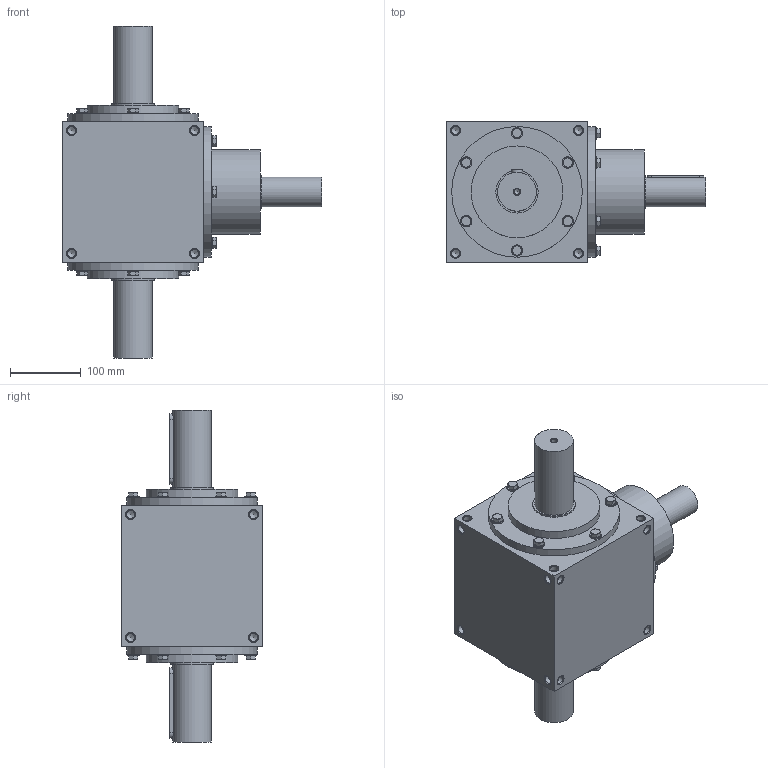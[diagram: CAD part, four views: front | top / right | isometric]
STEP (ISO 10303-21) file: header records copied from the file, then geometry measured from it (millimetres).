
FILE_DESCRIPTION( ( 'STEP AP214' ), ' ' );
FILE_NAME( 'RS200_S2_R.1_1.5.stp', '2017-10-01T14:12:00', ( '' ), ( '' ), ' ', 'PARTsolutions', ' ' );
FILE_SCHEMA( ( 'AUTOMOTIVE_DESIGN { 1 0 10303 214 1 1 1 1 }' ) );
Length unit declared in the file: millimetre
Products named in the file (5): RS200_S2_R.1/1.5; _RS2002-case; _RC200-shaft; _RC_RR200-screw; _RS200-proshaft
Assembly tree (22 placements, depth 2):
  RS200_S2_R.1/1.5
    _RS2002-case
    _RC200-shaft
    _RC_RR200-screw  x18
    _RS200-proshaft  x2
Bounding box: 367 x 200 x 470 mm (x, y, z)
Volume: 10583101.2 mm3; surface area: 514922.7 mm2
Topology: 22 solids, 22 shells, 444 faces, 1049 edges, 648 vertices
Faces by surface type: plane 193, cone 162, cylinder 89
Full cylindrical faces by diameter (mm): 8.376 x3, 11.835 x48, 16 x18, 42 x1, 46 x2, 55 x2, 60 x3, 120 x1, 130 x2, 185 x3
Entity records: 5860 total; most frequent: CARTESIAN_POINT 928, DIRECTION 824, ORIENTED_EDGE 532, AXIS2_PLACEMENT_3D 392, EDGE_LOOP 288, EDGE_CURVE 266, VERTEX_POINT 236, FACE_OUTER_BOUND 222
